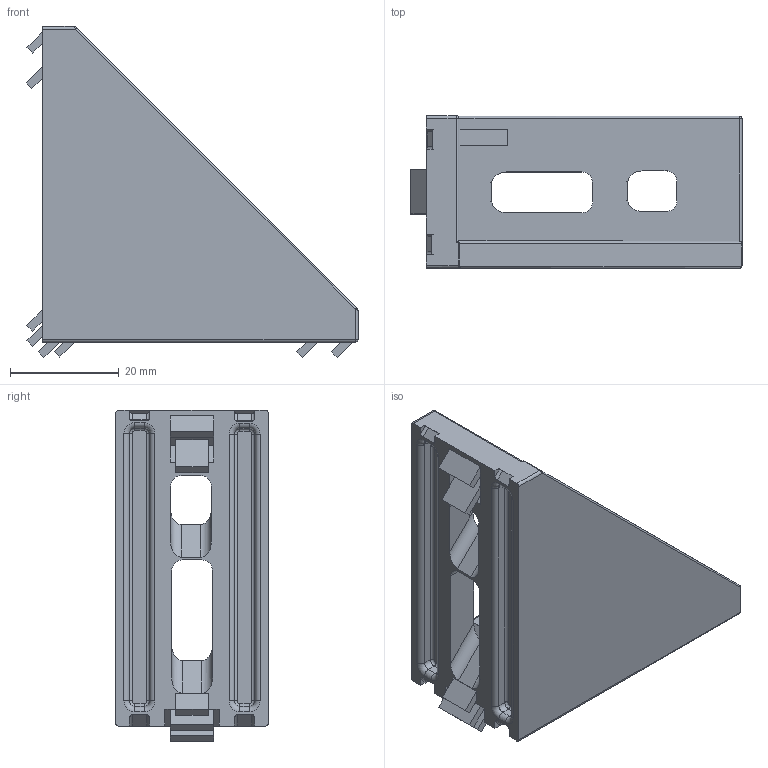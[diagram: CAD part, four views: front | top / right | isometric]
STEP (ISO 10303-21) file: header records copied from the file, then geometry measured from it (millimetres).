
FILE_DESCRIPTION((''),'2;1');
FILE_NAME('AR3600.stp','2021-03-09T08:52:00',('arma03'),(''),'Autodesk Inventor 2013','Autodesk Inventor 2013','');
FILE_SCHEMA(('AUTOMOTIVE_DESIGN { 1 0 10303 214 1 1 1 1 }'));
Length unit declared in the file: millimetre
Products named in the file (1): AR3600
Bounding box: 61 x 28 x 60.83 mm (x, y, z)
Volume: 20187.5 mm3; surface area: 12071.4 mm2
Topology: 1 solids, 1 shells, 296 faces, 747 edges, 458 vertices
Faces by surface type: plane 124, cylinder 105, bspline 34, torus 26, sphere 7
Entity records: 9901 total; most frequent: CARTESIAN_POINT 2718, DIRECTION 1524, ORIENTED_EDGE 1486, EDGE_CURVE 743, AXIS2_PLACEMENT_3D 546, VERTEX_POINT 456, VECTOR 432, LINE 432
